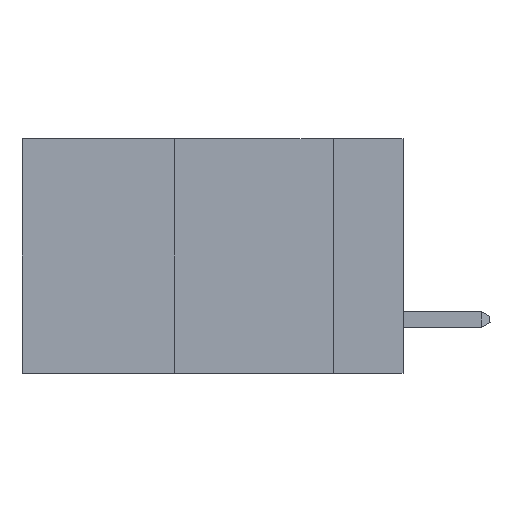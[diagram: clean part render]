
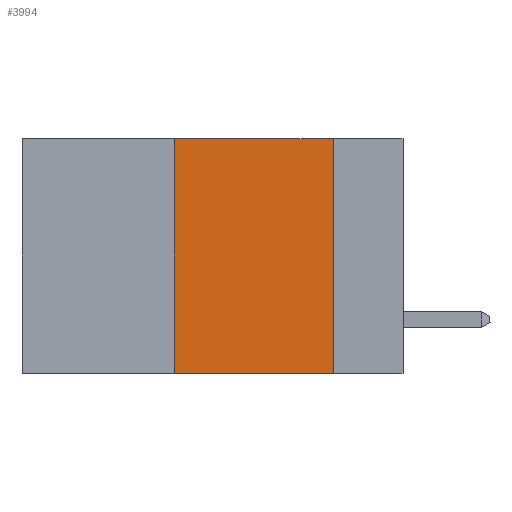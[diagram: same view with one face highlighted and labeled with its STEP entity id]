
A CAD part, left-side view. The second image highlights one B-rep face of the part: STEP entity #3994.
In plain terms, the highlighted planar face has unit normal (-1, 0, 0).
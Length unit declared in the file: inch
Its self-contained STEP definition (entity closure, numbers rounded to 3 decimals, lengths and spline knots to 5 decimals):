
#227 = CARTESIAN_POINT ( 'NONE',  ( 0., 0.6, 0. ) ) ;
#513 = EDGE_CURVE ( 'NONE', #5957, #3811, #4818, .T. ) ;
#1088 = CARTESIAN_POINT ( 'NONE',  ( 0., 0.36, 0. ) ) ;
#1206 = DIRECTION ( 'NONE',  ( 0., 0., -1. ) ) ;
#1686 = EDGE_CURVE ( 'NONE', #7596, #7536, #9685, .T. ) ;
#1751 = ORIENTED_EDGE ( 'NONE', *, *, #11772, .F. ) ;
#2630 = EDGE_CURVE ( 'NONE', #3811, #7536, #2827, .T. ) ;
#2827 = LINE ( 'NONE', #11855, #4780 ) ;
#2929 = ORIENTED_EDGE ( 'NONE', *, *, #513, .F. ) ;
#3177 = ORIENTED_EDGE ( 'NONE', *, *, #2630, .F. ) ;
#3224 = ORIENTED_EDGE ( 'NONE', *, *, #1686, .T. ) ;
#3412 = CARTESIAN_POINT ( 'NONE',  ( 0., 0.6, -0.37 ) ) ;
#3661 = CARTESIAN_POINT ( 'NONE',  ( 0., 0.36, -0.37 ) ) ;
#3800 = CARTESIAN_POINT ( 'NONE',  ( 0., 0.11, -0.37 ) ) ;
#3811 = VERTEX_POINT ( 'NONE', #12443 ) ;
#3994 = ADVANCED_FACE ( 'NONE', ( #5206 ), #6014, .F. ) ;
#4160 = DIRECTION ( 'NONE',  ( 0., 0., 1. ) ) ;
#4780 = VECTOR ( 'NONE', #11761, 39.37008 ) ;
#4818 = LINE ( 'NONE', #10076, #10962 ) ;
#5205 = DIRECTION ( 'NONE',  ( 0., -1., 0. ) ) ;
#5206 = FACE_OUTER_BOUND ( 'NONE', #11020, .T. ) ;
#5957 = VERTEX_POINT ( 'NONE', #7777 ) ;
#6014 = PLANE ( 'NONE',  #8502 ) ;
#6142 = DIRECTION ( 'NONE',  ( 1., 0., 0. ) ) ;
#6295 = VECTOR ( 'NONE', #4160, 39.37008 ) ;
#7370 = DIRECTION ( 'NONE',  ( 0., -1., 0. ) ) ;
#7536 = VERTEX_POINT ( 'NONE', #3800 ) ;
#7596 = VERTEX_POINT ( 'NONE', #3661 ) ;
#7777 = CARTESIAN_POINT ( 'NONE',  ( 0., 0.36, 0. ) ) ;
#8502 = AXIS2_PLACEMENT_3D ( 'NONE', #227, #6142, #1206 ) ;
#9685 = LINE ( 'NONE', #3412, #11367 ) ;
#10076 = CARTESIAN_POINT ( 'NONE',  ( 0., 0.6, 0. ) ) ;
#10962 = VECTOR ( 'NONE', #5205, 39.37008 ) ;
#11020 = EDGE_LOOP ( 'NONE', ( #3177, #2929, #1751, #3224 ) ) ;
#11367 = VECTOR ( 'NONE', #7370, 39.37008 ) ;
#11761 = DIRECTION ( 'NONE',  ( 0., 0., -1. ) ) ;
#11772 = EDGE_CURVE ( 'NONE', #7596, #5957, #12217, .T. ) ;
#11855 = CARTESIAN_POINT ( 'NONE',  ( 0., 0.11, 0. ) ) ;
#12217 = LINE ( 'NONE', #1088, #6295 ) ;
#12443 = CARTESIAN_POINT ( 'NONE',  ( 0., 0.11, 0. ) ) ;
